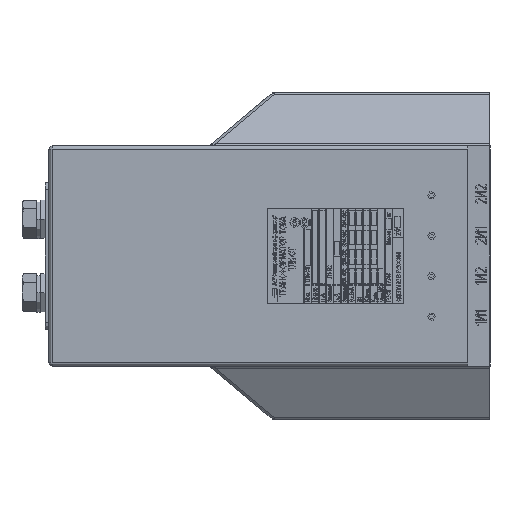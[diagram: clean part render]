
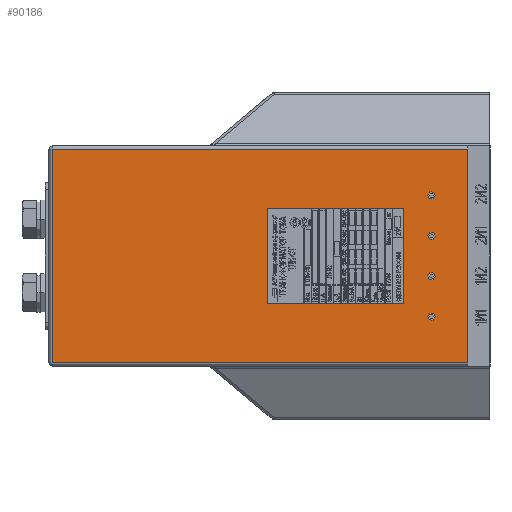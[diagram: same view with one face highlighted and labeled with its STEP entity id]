
A CAD part, left-side view. The second image highlights one B-rep face of the part: STEP entity #90186.
In plain terms, the highlighted planar face has unit normal (-1, 0, 0).
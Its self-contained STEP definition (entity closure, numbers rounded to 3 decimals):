
#4012 = CARTESIAN_POINT ( 'NONE',  ( -135., 240., -60. ) ) ;
#8240 = EDGE_CURVE ( 'NONE', #50014, #170674, #40933, .T. ) ;
#18939 = LINE ( 'NONE', #158873, #96885 ) ;
#26493 = DIRECTION ( 'NONE',  ( 0., -1., 0. ) ) ;
#29180 = DIRECTION ( 'NONE',  ( 0., 0., -1. ) ) ;
#35234 = AXIS2_PLACEMENT_3D ( 'NONE', #4012, #62880, #165163 ) ;
#40933 = LINE ( 'NONE', #100487, #153083 ) ;
#46618 = FACE_OUTER_BOUND ( 'NONE', #116568, .T. ) ;
#50014 = VERTEX_POINT ( 'NONE', #121907 ) ;
#58996 = EDGE_CURVE ( 'NONE', #50014, #117573, #68095, .T. ) ;
#62880 = DIRECTION ( 'NONE',  ( 1., 0., 0. ) ) ;
#68095 = LINE ( 'NONE', #140667, #141297 ) ;
#90186 = ADVANCED_FACE ( 'NONE', ( #46618 ), #150522, .F. ) ;
#95561 = EDGE_CURVE ( 'NONE', #117573, #115269, #171740, .T. ) ;
#96544 = CARTESIAN_POINT ( 'NONE',  ( -135., 12., -58. ) ) ;
#96885 = VECTOR ( 'NONE', #26493, 1000. ) ;
#100487 = CARTESIAN_POINT ( 'NONE',  ( -135., 12., 58. ) ) ;
#109785 = EDGE_CURVE ( 'NONE', #115269, #170674, #18939, .T. ) ;
#111368 = CARTESIAN_POINT ( 'NONE',  ( -135., 238., 58. ) ) ;
#115269 = VERTEX_POINT ( 'NONE', #173905 ) ;
#115780 = DIRECTION ( 'NONE',  ( 0., 0., -1. ) ) ;
#116568 = EDGE_LOOP ( 'NONE', ( #143056, #146266, #147411, #148144 ) ) ;
#117573 = VERTEX_POINT ( 'NONE', #111368 ) ;
#121907 = CARTESIAN_POINT ( 'NONE',  ( -135., 12., 58. ) ) ;
#128320 = VECTOR ( 'NONE', #29180, 1000. ) ;
#140667 = CARTESIAN_POINT ( 'NONE',  ( -135., 240., 58. ) ) ;
#141297 = VECTOR ( 'NONE', #170012, 1000. ) ;
#143056 = ORIENTED_EDGE ( 'NONE', *, *, #95561, .T. ) ;
#146266 = ORIENTED_EDGE ( 'NONE', *, *, #109785, .T. ) ;
#147411 = ORIENTED_EDGE ( 'NONE', *, *, #8240, .F. ) ;
#148144 = ORIENTED_EDGE ( 'NONE', *, *, #58996, .T. ) ;
#150522 = PLANE ( 'NONE',  #35234 ) ;
#153083 = VECTOR ( 'NONE', #115780, 1000. ) ;
#158873 = CARTESIAN_POINT ( 'NONE',  ( -135., 240., -58. ) ) ;
#165163 = DIRECTION ( 'NONE',  ( 0., 0., -1. ) ) ;
#170012 = DIRECTION ( 'NONE',  ( 0., 1., 0. ) ) ;
#170674 = VERTEX_POINT ( 'NONE', #96544 ) ;
#171740 = LINE ( 'NONE', #174889, #128320 ) ;
#173905 = CARTESIAN_POINT ( 'NONE',  ( -135., 238., -58. ) ) ;
#174889 = CARTESIAN_POINT ( 'NONE',  ( -135., 238., -60. ) ) ;
